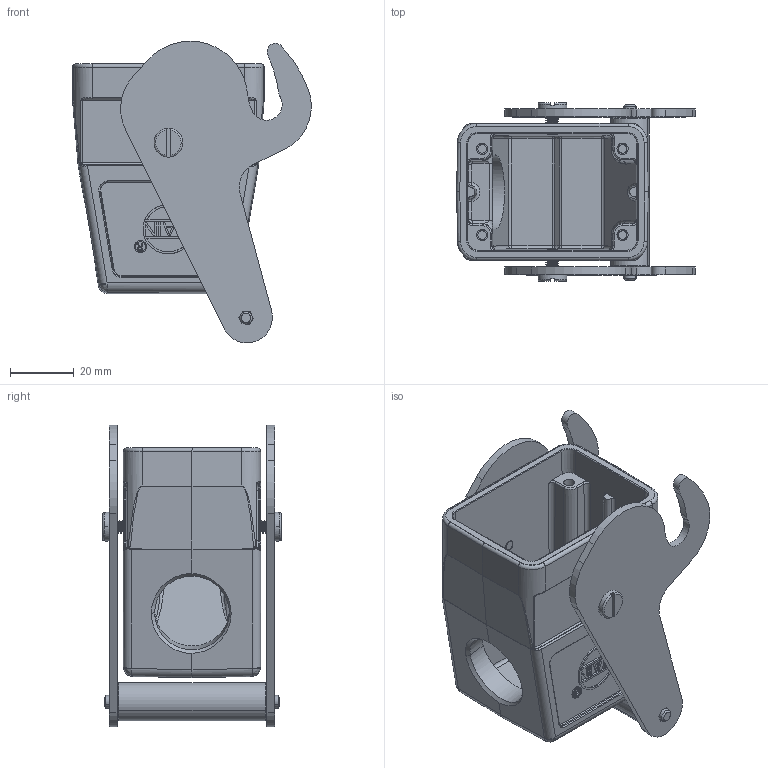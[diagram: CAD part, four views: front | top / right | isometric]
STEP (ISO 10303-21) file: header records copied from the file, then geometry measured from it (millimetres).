
FILE_DESCRIPTION((''),'2;1');
FILE_NAME('MSBR-6_1','2020-09-29T',('lian.chen'),(''),'PRO/ENGINEER BY PARAMETRIC TECHNOLOGY CORPORATION, 2012480','PRO/ENGINEER BY PARAMETRIC TECHNOLOGY CORPORATION, 2012480','');
FILE_SCHEMA(('AUTOMOTIVE_DESIGN { 1 0 10303 214 1 1 1 1 }'));
Length unit declared in the file: millimetre
Products named in the file (1): MSBR-6_1
Bounding box: 74.81 x 56 x 94.51 mm (x, y, z)
Volume: 74617.3 mm3; surface area: 43491 mm2
Topology: 1 solids, 1 shells, 724 faces, 1823 edges, 1134 vertices
Faces by surface type: plane 290, cylinder 221, bspline 86, torus 77, cone 30, extrusion 10, sphere 10
Entity records: 29423 total; most frequent: CARTESIAN_POINT 12289, ORIENTED_EDGE 3626, DIRECTION 3253, EDGE_CURVE 1813, AXIS2_PLACEMENT_3D 1161, VERTEX_POINT 1134, VECTOR 931, LINE 921
